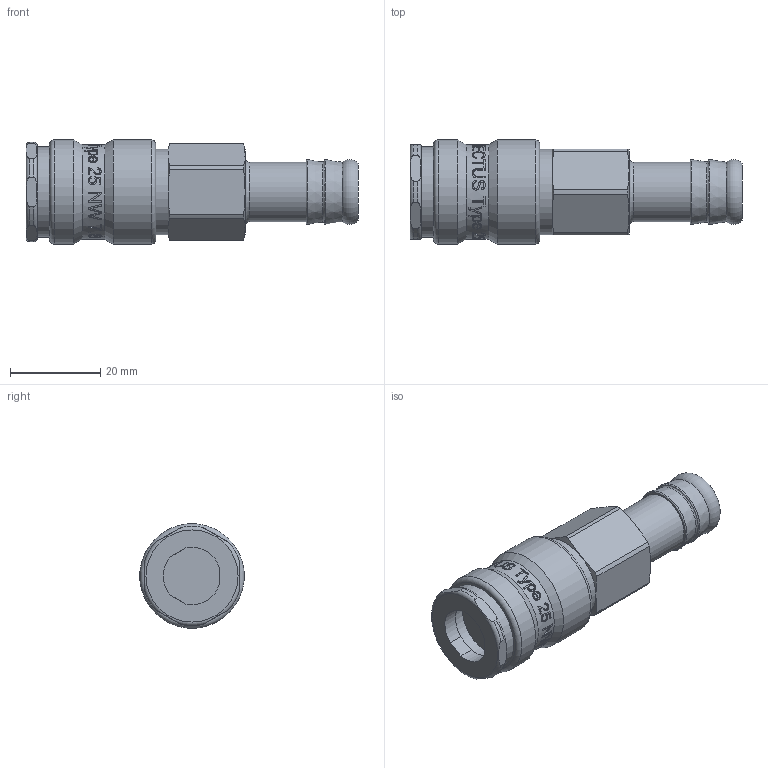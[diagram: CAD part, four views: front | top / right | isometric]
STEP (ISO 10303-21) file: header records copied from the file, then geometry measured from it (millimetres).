
FILE_DESCRIPTION(/* description */ (''),/* implementation_level */ '2;1');
FILE_NAME(/* name */ '25kbtf13bpn3.stp',/* time_stamp */ '2020-08-20T15:41:59+02:00',/* author */ ('IA176480'),/* organization */ (''),/* preprocessor_version */ 'ST-DEVELOPER v17.2',/* originating_system */ 'Autodesk Inventor 2019',/* authorisation */ '');
FILE_SCHEMA (('CONFIG_CONTROL_DESIGN'));
Products named in the file (1): 25KBTF13BPN3
Bounding box: 73.5 x 23.07 x 23.07 mm (x, y, z)
Volume: 18544 mm3; surface area: 9029.6 mm2
Topology: 2 solids, 3 shells, 709 faces, 1955 edges, 1314 vertices
Faces by surface type: bspline 350, plane 236, cylinder 92, cone 21, torus 10
Full cylindrical faces by diameter (mm): 13.1 x1, 14 x1, 14.809 x2, 15 x1, 15.1 x1, 15.3 x1, 16 x2, 17.25 x1, 18.95 x1, 19.35 x1, 20 x1, 20.05 x1, 21 x1, 23.15 x2
Entity records: 106151 total; most frequent: CARTESIAN_POINT 89968, ORIENTED_EDGE 3910, DIRECTION 1981, EDGE_CURVE 1955, VERTEX_POINT 1314, B_SPLINE_CURVE_WITH_KNOTS 941, EDGE_LOOP 775, LINE 717
